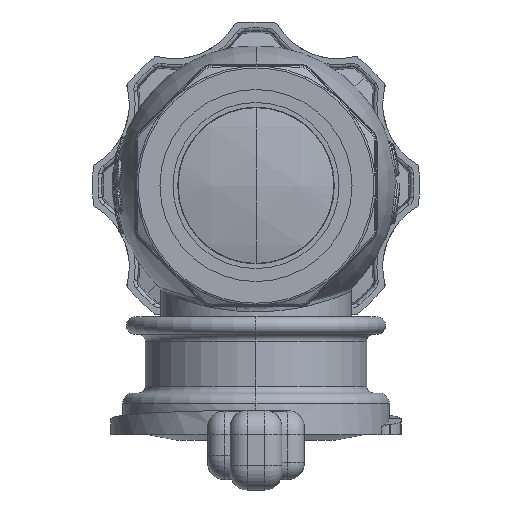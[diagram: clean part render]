
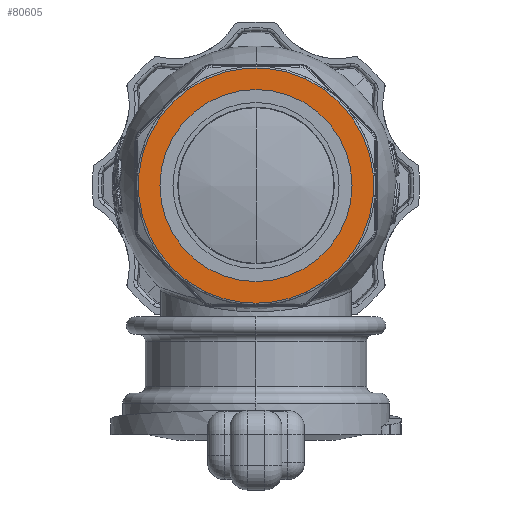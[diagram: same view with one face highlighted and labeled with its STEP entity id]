
A CAD part, front view. The second image highlights one B-rep face of the part: STEP entity #80605.
In plain terms, the highlighted planar face has unit normal (0, -1, 0).
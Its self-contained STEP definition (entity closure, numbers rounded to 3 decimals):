
#1563 = EDGE_CURVE ( 'NONE', #60416, #76483, #60337, .T. ) ;
#2399 = DIRECTION ( 'NONE',  ( 0., -1., 0. ) ) ;
#3270 = CARTESIAN_POINT ( 'NONE',  ( 0., -48.397, -34. ) ) ;
#3903 = CARTESIAN_POINT ( 'NONE',  ( -14.497, -48.397, -30.754 ) ) ;
#4575 = CARTESIAN_POINT ( 'NONE',  ( 14.497, -48.397, -30.754 ) ) ;
#7947 = FACE_BOUND ( 'NONE', #15449, .T. ) ;
#8738 = ORIENTED_EDGE ( 'NONE', *, *, #82674, .F. ) ;
#8907 = DIRECTION ( 'NONE',  ( 0., 1., 0. ) ) ;
#11639 = DIRECTION ( 'NONE',  ( 0., 1., 0. ) ) ;
#14737 = CARTESIAN_POINT ( 'NONE',  ( -19.802, -48.397, -23.662 ) ) ;
#14973 = DIRECTION ( 'NONE',  ( 0., 0., -1. ) ) ;
#15449 = EDGE_LOOP ( 'NONE', ( #19927, #23685 ) ) ;
#16073 = CARTESIAN_POINT ( 'NONE',  ( 0., -48.397, 0. ) ) ;
#17753 = DIRECTION ( 'NONE',  ( 0., 1., 0. ) ) ;
#18468 = DIRECTION ( 'NONE',  ( 0., 0., -1. ) ) ;
#19927 = ORIENTED_EDGE ( 'NONE', *, *, #76552, .T. ) ;
#23685 = ORIENTED_EDGE ( 'NONE', *, *, #71035, .T. ) ;
#23716 = AXIS2_PLACEMENT_3D ( 'NONE', #72829, #66868, #14973 ) ;
#29243 = DIRECTION ( 'NONE',  ( 0., 0., 1. ) ) ;
#33208 = VERTEX_POINT ( 'NONE', #72020 ) ;
#33415 = VERTEX_POINT ( 'NONE', #80834 ) ;
#37135 = CARTESIAN_POINT ( 'NONE',  ( 0., -48.397, 0. ) ) ;
#41476 = FACE_OUTER_BOUND ( 'NONE', #77182, .T. ) ;
#43307 = CARTESIAN_POINT ( 'NONE',  ( 0., -48.397, 0. ) ) ;
#46604 = DIRECTION ( 'NONE',  ( 0., 0., -1. ) ) ;
#47233 = CIRCLE ( 'NONE', #75816, 27.75 ) ;
#51368 = DIRECTION ( 'NONE',  ( 0., 0., 1. ) ) ;
#54210 = AXIS2_PLACEMENT_3D ( 'NONE', #37135, #11639, #62253 ) ;
#57602 = EDGE_CURVE ( 'NONE', #84038, #60416, #65859, .T. ) ;
#57985 = AXIS2_PLACEMENT_3D ( 'NONE', #16073, #17753, #29243 ) ;
#59048 = AXIS2_PLACEMENT_3D ( 'NONE', #71196, #64807, #18468 ) ;
#60337 = CIRCLE ( 'NONE', #23716, 34. ) ;
#60416 = VERTEX_POINT ( 'NONE', #3270 ) ;
#60632 = PLANE ( 'NONE',  #74457 ) ;
#62253 = DIRECTION ( 'NONE',  ( 0., 0., -1. ) ) ;
#64807 = DIRECTION ( 'NONE',  ( 0., -1., 0. ) ) ;
#65859 = CIRCLE ( 'NONE', #59048, 34. ) ;
#66868 = DIRECTION ( 'NONE',  ( 0., -1., 0. ) ) ;
#67842 = CIRCLE ( 'NONE', #54210, 34. ) ;
#68869 = CIRCLE ( 'NONE', #57985, 27.75 ) ;
#70325 = ORIENTED_EDGE ( 'NONE', *, *, #1563, .T. ) ;
#71035 = EDGE_CURVE ( 'NONE', #33208, #33415, #47233, .T. ) ;
#71196 = CARTESIAN_POINT ( 'NONE',  ( 0., -48.397, 0. ) ) ;
#72020 = CARTESIAN_POINT ( 'NONE',  ( -27.75, -48.397, 0. ) ) ;
#72829 = CARTESIAN_POINT ( 'NONE',  ( 0., -48.397, 0. ) ) ;
#74166 = ORIENTED_EDGE ( 'NONE', *, *, #57602, .T. ) ;
#74457 = AXIS2_PLACEMENT_3D ( 'NONE', #14737, #2399, #46604 ) ;
#75816 = AXIS2_PLACEMENT_3D ( 'NONE', #43307, #8907, #51368 ) ;
#76483 = VERTEX_POINT ( 'NONE', #4575 ) ;
#76552 = EDGE_CURVE ( 'NONE', #33415, #33208, #68869, .T. ) ;
#77182 = EDGE_LOOP ( 'NONE', ( #8738, #74166, #70325 ) ) ;
#80605 = ADVANCED_FACE ( 'NONE', ( #7947, #41476 ), #60632, .T. ) ;
#80834 = CARTESIAN_POINT ( 'NONE',  ( 27.75, -48.397, 0. ) ) ;
#82674 = EDGE_CURVE ( 'NONE', #84038, #76483, #67842, .T. ) ;
#84038 = VERTEX_POINT ( 'NONE', #3903 ) ;
